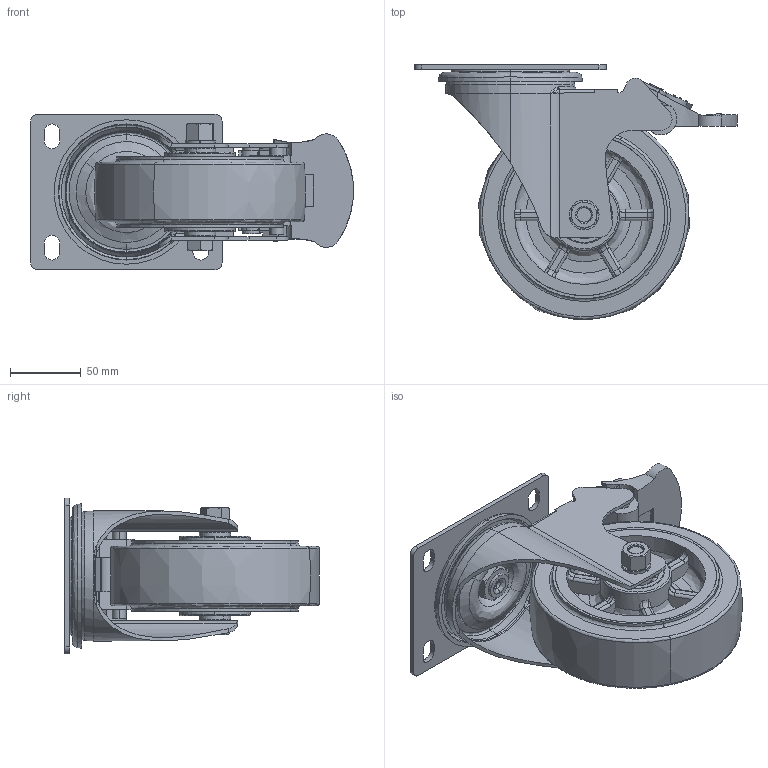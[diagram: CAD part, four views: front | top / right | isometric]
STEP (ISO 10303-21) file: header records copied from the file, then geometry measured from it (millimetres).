
FILE_DESCRIPTION (( 'STEP AP203' ), '1' );
FILE_NAME ('S6042B.STEP', '2020-02-24T03:56:33', ( '' ), ( '' ), 'SwSTEP 2.0', 'SolidWorks 2013', '' );
FILE_SCHEMA (( 'CONFIG_CONTROL_DESIGN' ));
Products named in the file (1): S6042B
Bounding box: 227.6 x 179.54 x 110 mm (x, y, z)
Volume: 859095.5 mm3; surface area: 273336 mm2
Topology: 15 solids, 15 shells, 969 faces, 2629 edges, 1666 vertices
Faces by surface type: bspline 376, plane 310, cylinder 217, cone 66
Entity records: 47496 total; most frequent: CARTESIAN_POINT 25470, ORIENTED_EDGE 5234, DIRECTION 3795, EDGE_CURVE 2617, VERTEX_POINT 1666, AXIS2_PLACEMENT_3D 1435, EDGE_LOOP 1043, ADVANCED_FACE 969
